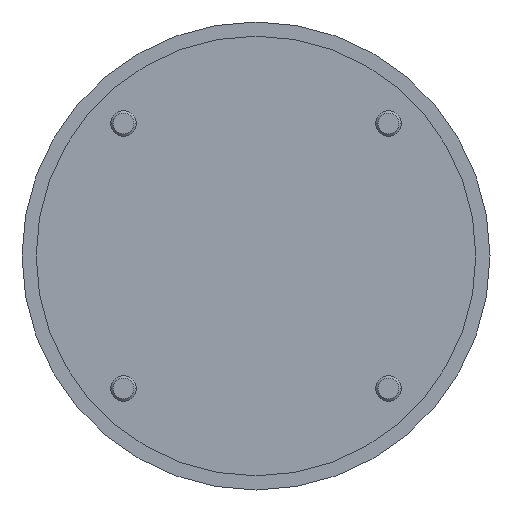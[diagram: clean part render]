
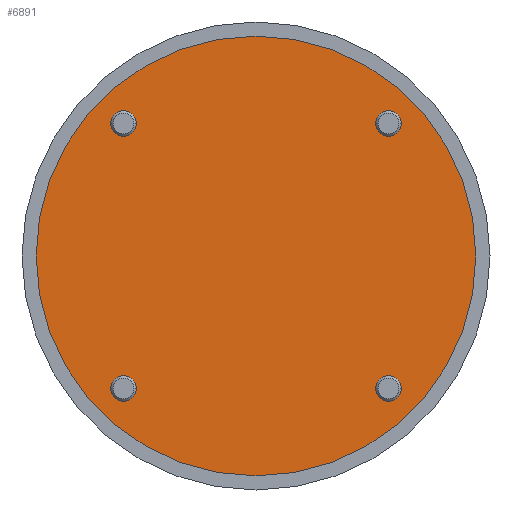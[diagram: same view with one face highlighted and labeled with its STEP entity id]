
A CAD part, left-side view. The second image highlights one B-rep face of the part: STEP entity #6891.
In plain terms, the highlighted planar face has unit normal (-1, 0, 0).
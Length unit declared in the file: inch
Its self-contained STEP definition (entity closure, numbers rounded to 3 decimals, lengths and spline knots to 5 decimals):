
#216 = FACE_BOUND ( 'NONE', #26902, .T. ) ;
#304 = DIRECTION ( 'NONE',  ( 1., 0., 0. ) ) ;
#1081 = CARTESIAN_POINT ( 'NONE',  ( -8.755, 2.56326, -2.56326 ) ) ;
#1490 = FACE_BOUND ( 'NONE', #21710, .T. ) ;
#1509 = CARTESIAN_POINT ( 'NONE',  ( -8.755, 2.81326, 2.56326 ) ) ;
#1639 = VERTEX_POINT ( 'NONE', #44876 ) ;
#2675 = CIRCLE ( 'NONE', #43052, 0.25 ) ;
#2730 = DIRECTION ( 'NONE',  ( 0., 0., -1. ) ) ;
#2784 = DIRECTION ( 'NONE',  ( 1., 0., 0. ) ) ;
#4101 = AXIS2_PLACEMENT_3D ( 'NONE', #22796, #19262, #2730 ) ;
#5188 = DIRECTION ( 'NONE',  ( 1., 0., 0. ) ) ;
#5891 = FACE_OUTER_BOUND ( 'NONE', #14558, .T. ) ;
#6330 = CARTESIAN_POINT ( 'NONE',  ( -8.755, -2.31326, 2.56326 ) ) ;
#6891 = ADVANCED_FACE ( 'Defeatured_0_791', ( #37304, #216, #50819, #1490, #5891 ), #14071, .F. ) ;
#6972 = VERTEX_POINT ( 'NONE', #15341 ) ;
#7843 = DIRECTION ( 'NONE',  ( 0., 0., -1. ) ) ;
#8382 = DIRECTION ( 'NONE',  ( 0., 0., -1. ) ) ;
#8739 = DIRECTION ( 'NONE',  ( 1., 0., 0. ) ) ;
#8858 = EDGE_LOOP ( 'NONE', ( #34476, #28038 ) ) ;
#9791 = EDGE_CURVE ( 'Defeatured_0_791+Defeatured_0_787+Defeatured_0_787+Defeatured_0_787', #18814, #32357, #23668, .T. ) ;
#11088 = ORIENTED_EDGE ( 'NONE', *, *, #22147, .F. ) ;
#11209 = CARTESIAN_POINT ( 'NONE',  ( -8.755, 1.626, 0. ) ) ;
#11343 = EDGE_CURVE ( 'Defeatured_0_791+Defeatured_0_765+Defeatured_0_765+Defeatured_0_765', #20495, #28903, #34331, .T. ) ;
#11788 = EDGE_CURVE ( 'Defeatured_0_791+Defeatured_0_721+Defeatured_0_721+Defeatured_0_721', #17316, #43518, #17638, .T. ) ;
#12092 = CARTESIAN_POINT ( 'NONE',  ( -8.755, -2.56326, 2.56326 ) ) ;
#12398 = ORIENTED_EDGE ( 'NONE', *, *, #25442, .T. ) ;
#13199 = CARTESIAN_POINT ( 'NONE',  ( -8.755, -2.56326, -2.56326 ) ) ;
#13594 = DIRECTION ( 'NONE',  ( 0., 0., -1. ) ) ;
#13946 = CARTESIAN_POINT ( 'NONE',  ( -8.755, -2.56326, -2.56326 ) ) ;
#14071 = PLANE ( 'NONE',  #49627 ) ;
#14558 = EDGE_LOOP ( 'NONE', ( #51286, #11088 ) ) ;
#15341 = CARTESIAN_POINT ( 'NONE',  ( -8.755, -2.81326, -2.56326 ) ) ;
#15707 = DIRECTION ( 'NONE',  ( 1., 0., 0. ) ) ;
#16824 = ORIENTED_EDGE ( 'NONE', *, *, #20449, .T. ) ;
#17316 = VERTEX_POINT ( 'NONE', #23021 ) ;
#17638 = CIRCLE ( 'NONE', #43060, 0.25 ) ;
#17881 = AXIS2_PLACEMENT_3D ( 'NONE', #36252, #15707, #48491 ) ;
#18659 = AXIS2_PLACEMENT_3D ( 'NONE', #13199, #8739, #41505 ) ;
#18814 = VERTEX_POINT ( 'NONE', #28316 ) ;
#18898 = CIRCLE ( 'NONE', #17881, 0.25 ) ;
#19262 = DIRECTION ( 'NONE',  ( 1., 0., 0. ) ) ;
#19538 = ORIENTED_EDGE ( 'NONE', *, *, #11343, .T. ) ;
#20449 = EDGE_CURVE ( 'Defeatured_0_791+Defeatured_0_787+Defeatured_0_787+Defeatured_0_787', #32357, #18814, #2675, .T. ) ;
#20495 = VERTEX_POINT ( 'NONE', #6330 ) ;
#20974 = VERTEX_POINT ( 'NONE', #47053 ) ;
#21710 = EDGE_LOOP ( 'NONE', ( #16824, #35691 ) ) ;
#21879 = DIRECTION ( 'NONE',  ( 0., 0., -1. ) ) ;
#22147 = EDGE_CURVE ( 'Defeatured_0_790+Defeatured_0_791+Defeatured_0_791+Defeatured_0_791', #1639, #20974, #49188, .T. ) ;
#22796 = CARTESIAN_POINT ( 'NONE',  ( -8.755, 2.56326, 2.56326 ) ) ;
#22848 = DIRECTION ( 'NONE',  ( 0., 0., -1. ) ) ;
#23021 = CARTESIAN_POINT ( 'NONE',  ( -8.755, 2.81326, -2.56326 ) ) ;
#23304 = AXIS2_PLACEMENT_3D ( 'NONE', #24516, #304, #7843 ) ;
#23668 = CIRCLE ( 'NONE', #4101, 0.25 ) ;
#23679 = EDGE_CURVE ( 'Defeatured_0_790+Defeatured_0_791+Defeatured_0_791+Defeatured_0_791', #20974, #1639, #40639, .T. ) ;
#24516 = CARTESIAN_POINT ( 'NONE',  ( -8.755, 0., 0. ) ) ;
#25442 = EDGE_CURVE ( 'Defeatured_0_791+Defeatured_0_743+Defeatured_0_743+Defeatured_0_743', #33674, #6972, #46174, .T. ) ;
#26075 = DIRECTION ( 'NONE',  ( 0., 0., -1. ) ) ;
#26902 = EDGE_LOOP ( 'NONE', ( #12398, #39747 ) ) ;
#28038 = ORIENTED_EDGE ( 'NONE', *, *, #41156, .T. ) ;
#28316 = CARTESIAN_POINT ( 'NONE',  ( -8.755, 2.31326, 2.56326 ) ) ;
#28621 = DIRECTION ( 'NONE',  ( 1., 0., 0. ) ) ;
#28829 = CARTESIAN_POINT ( 'NONE',  ( -8.755, 0., 0. ) ) ;
#28903 = VERTEX_POINT ( 'NONE', #29408 ) ;
#29368 = AXIS2_PLACEMENT_3D ( 'NONE', #50593, #42824, #51104 ) ;
#29408 = CARTESIAN_POINT ( 'NONE',  ( -8.755, -2.81326, 2.56326 ) ) ;
#30009 = DIRECTION ( 'NONE',  ( 1., 0., 0. ) ) ;
#30055 = CIRCLE ( 'NONE', #18659, 0.25 ) ;
#32357 = VERTEX_POINT ( 'NONE', #1509 ) ;
#32556 = DIRECTION ( 'NONE',  ( 1., 0., 0. ) ) ;
#33084 = CARTESIAN_POINT ( 'NONE',  ( -8.755, -2.31326, -2.56326 ) ) ;
#33254 = CARTESIAN_POINT ( 'NONE',  ( -8.755, 2.31326, -2.56326 ) ) ;
#33674 = VERTEX_POINT ( 'NONE', #33084 ) ;
#34331 = CIRCLE ( 'NONE', #38296, 0.25 ) ;
#34476 = ORIENTED_EDGE ( 'NONE', *, *, #11788, .T. ) ;
#35691 = ORIENTED_EDGE ( 'NONE', *, *, #9791, .T. ) ;
#36252 = CARTESIAN_POINT ( 'NONE',  ( -8.755, -2.56326, 2.56326 ) ) ;
#36846 = ORIENTED_EDGE ( 'NONE', *, *, #46220, .T. ) ;
#37304 = FACE_BOUND ( 'NONE', #8858, .T. ) ;
#37803 = AXIS2_PLACEMENT_3D ( 'NONE', #13946, #46749, #21879 ) ;
#38296 = AXIS2_PLACEMENT_3D ( 'NONE', #12092, #28621, #40386 ) ;
#39747 = ORIENTED_EDGE ( 'NONE', *, *, #40459, .T. ) ;
#40386 = DIRECTION ( 'NONE',  ( 0., 0., -1. ) ) ;
#40459 = EDGE_CURVE ( 'Defeatured_0_791+Defeatured_0_743+Defeatured_0_743+Defeatured_0_743', #6972, #33674, #30055, .T. ) ;
#40639 = CIRCLE ( 'NONE', #23304, 4.2525 ) ;
#40836 = CIRCLE ( 'NONE', #29368, 0.25 ) ;
#41156 = EDGE_CURVE ( 'Defeatured_0_791+Defeatured_0_721+Defeatured_0_721+Defeatured_0_721', #43518, #17316, #40836, .T. ) ;
#41505 = DIRECTION ( 'NONE',  ( 0., 0., -1. ) ) ;
#42342 = CARTESIAN_POINT ( 'NONE',  ( -8.755, 2.56326, 2.56326 ) ) ;
#42824 = DIRECTION ( 'NONE',  ( 1., 0., 0. ) ) ;
#43052 = AXIS2_PLACEMENT_3D ( 'NONE', #42342, #30009, #26075 ) ;
#43060 = AXIS2_PLACEMENT_3D ( 'NONE', #1081, #5188, #13594 ) ;
#43518 = VERTEX_POINT ( 'NONE', #33254 ) ;
#44876 = CARTESIAN_POINT ( 'NONE',  ( -8.755, 0., 4.2525 ) ) ;
#46174 = CIRCLE ( 'NONE', #37803, 0.25 ) ;
#46220 = EDGE_CURVE ( 'Defeatured_0_791+Defeatured_0_765+Defeatured_0_765+Defeatured_0_765', #28903, #20495, #18898, .T. ) ;
#46749 = DIRECTION ( 'NONE',  ( 1., 0., 0. ) ) ;
#47053 = CARTESIAN_POINT ( 'NONE',  ( -8.755, 0., -4.2525 ) ) ;
#47627 = AXIS2_PLACEMENT_3D ( 'NONE', #28829, #32556, #8382 ) ;
#48491 = DIRECTION ( 'NONE',  ( 0., 0., -1. ) ) ;
#48920 = EDGE_LOOP ( 'NONE', ( #19538, #36846 ) ) ;
#49188 = CIRCLE ( 'NONE', #47627, 4.2525 ) ;
#49627 = AXIS2_PLACEMENT_3D ( 'NONE', #11209, #2784, #22848 ) ;
#50593 = CARTESIAN_POINT ( 'NONE',  ( -8.755, 2.56326, -2.56326 ) ) ;
#50819 = FACE_BOUND ( 'NONE', #48920, .T. ) ;
#51104 = DIRECTION ( 'NONE',  ( 0., 0., -1. ) ) ;
#51286 = ORIENTED_EDGE ( 'NONE', *, *, #23679, .F. ) ;
